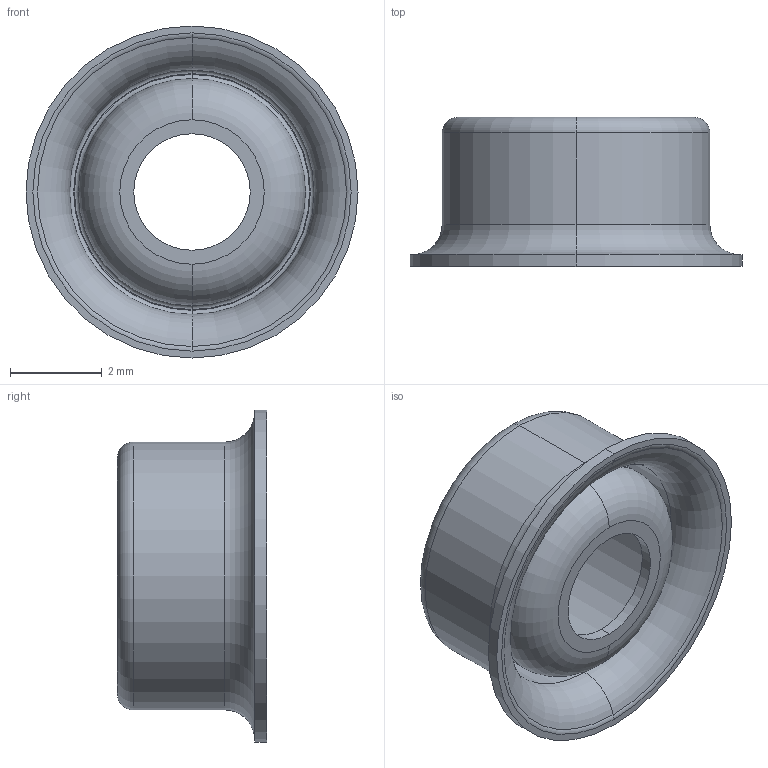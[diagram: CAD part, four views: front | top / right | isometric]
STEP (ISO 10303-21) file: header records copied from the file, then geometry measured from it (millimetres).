
FILE_DESCRIPTION (( 'STEP AP214' ), '1' );
FILE_NAME ('BSM.STEP', '2020-02-11T12:15:47', ( '' ), ( '' ), 'SwSTEP 2.0', 'SolidWorks 2017', '' );
FILE_SCHEMA (( 'AUTOMOTIVE_DESIGN' ));
Length unit declared in the file: millimetre
Products named in the file (1): BSM
Bounding box: 7.24 x 3.25 x 7.24 mm (x, y, z)
Volume: 29.3 mm3; surface area: 241.9 mm2
Topology: 1 solids, 1 shells, 36 faces, 72 edges, 42 vertices
Faces by surface type: torus 18, cylinder 12, plane 6
Entity records: 990 total; most frequent: DIRECTION 206, CARTESIAN_POINT 151, ORIENTED_EDGE 144, AXIS2_PLACEMENT_3D 97, EDGE_CURVE 72, CIRCLE 60, EDGE_LOOP 42, VERTEX_POINT 42
